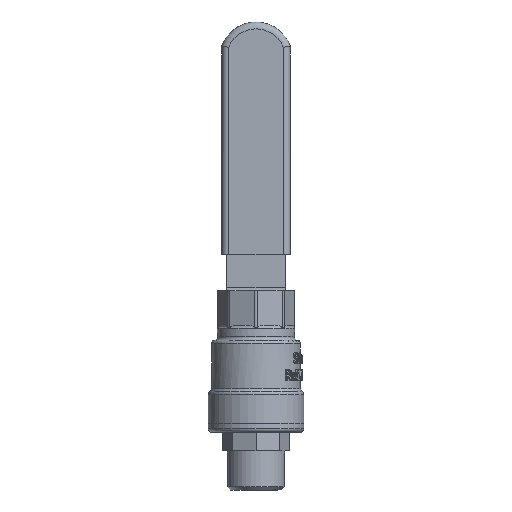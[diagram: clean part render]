
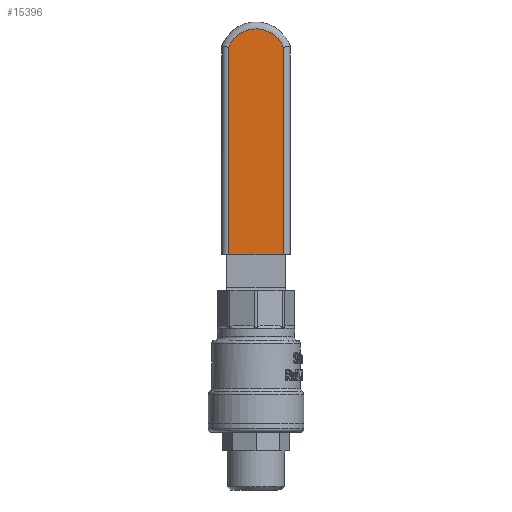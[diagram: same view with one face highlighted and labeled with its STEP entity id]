
A CAD part, front view. The second image highlights one B-rep face of the part: STEP entity #15396.
In plain terms, the highlighted planar face has unit normal (0, -1, 0).
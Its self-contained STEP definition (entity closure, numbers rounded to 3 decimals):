
#2440=LINE('',#33099,#3551);
#2441=LINE('',#33135,#3552);
#2443=LINE('',#33140,#3554);
#3551=VECTOR('',#18541,10.);
#3552=VECTOR('',#18550,10.);
#3554=VECTOR('',#18556,10.);
#3890=PLANE('',#16105);
#4690=FACE_OUTER_BOUND('',#5567,.T.);
#5567=EDGE_LOOP('',(#13721,#13722,#13723,#13724));
#5842=CIRCLE('',#16102,8.643);
#7272=VERTEX_POINT('',#33096);
#7273=VERTEX_POINT('',#33098);
#7275=VERTEX_POINT('',#33117);
#7276=VERTEX_POINT('',#33134);
#9423=EDGE_CURVE('',#7272,#7273,#2440,.T.);
#9426=EDGE_CURVE('',#7273,#7275,#5842,.T.);
#9428=EDGE_CURVE('',#7275,#7276,#2441,.T.);
#9431=EDGE_CURVE('',#7272,#7276,#2443,.T.);
#13721=ORIENTED_EDGE('',*,*,#9428,.F.);
#13722=ORIENTED_EDGE('',*,*,#9426,.F.);
#13723=ORIENTED_EDGE('',*,*,#9423,.F.);
#13724=ORIENTED_EDGE('',*,*,#9431,.T.);
#15396=ADVANCED_FACE('',(#4690),#3890,.T.);
#16102=AXIS2_PLACEMENT_3D('',#33118,#18546,#18547);
#16105=AXIS2_PLACEMENT_3D('',#33139,#18554,#18555);
#18541=DIRECTION('',(0.,0.,1.));
#18546=DIRECTION('center_axis',(0.,1.,0.));
#18547=DIRECTION('ref_axis',(0.,0.,
1.));
#18550=DIRECTION('',(0.,0.,-1.));
#18554=DIRECTION('center_axis',(0.,-1.,0.));
#18555=DIRECTION('ref_axis',(0.,0.,
1.));
#18556=DIRECTION('',(1.,0.,0.));
#33096=CARTESIAN_POINT('',(-8.,37.,49.3));
#33098=CARTESIAN_POINT('',(-8.,37.,109.928));
#33099=CARTESIAN_POINT('',(-8.,37.,111.422));
#33117=CARTESIAN_POINT('',(8.,37.,109.928));
#33118=CARTESIAN_POINT('Origin',(0.,37.,106.657));
#33134=CARTESIAN_POINT('',(8.,37.,49.3));
#33135=CARTESIAN_POINT('',(8.,37.,80.922));
#33139=CARTESIAN_POINT('Origin',(0.,37.,112.543));
#33140=CARTESIAN_POINT('',(-10.,37.,49.3));
